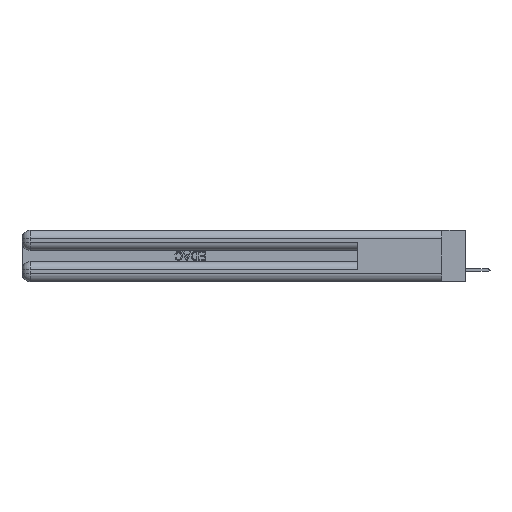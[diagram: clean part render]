
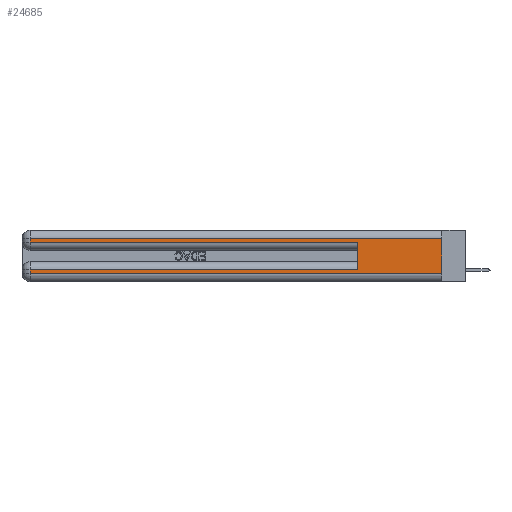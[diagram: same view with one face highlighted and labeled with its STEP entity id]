
A CAD part, left-side view. The second image highlights one B-rep face of the part: STEP entity #24685.
In plain terms, the highlighted planar face has unit normal (-1, 0, 0).
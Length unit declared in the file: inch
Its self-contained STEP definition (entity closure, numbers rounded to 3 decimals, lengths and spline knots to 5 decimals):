
#221 = DIRECTION ( 'NONE',  ( 1., 0., 0. ) ) ;
#846 = DIRECTION ( 'NONE',  ( 0., -1., 0. ) ) ;
#1901 = CARTESIAN_POINT ( 'NONE',  ( 0., 2.94, 0.085 ) ) ;
#2215 = LINE ( 'NONE', #30475, #17247 ) ;
#2262 = DIRECTION ( 'NONE',  ( 0., 0., -1. ) ) ;
#2844 = EDGE_LOOP ( 'NONE', ( #8378, #13907, #35568, #24747, #9749, #37344, #15943, #6605 ) ) ;
#3751 = DIRECTION ( 'NONE',  ( 0., 1., 0. ) ) ;
#4440 = VECTOR ( 'NONE', #5468, 39.37008 ) ;
#4840 = CARTESIAN_POINT ( 'NONE',  ( 0., 0.6, 0.085 ) ) ;
#4878 = VERTEX_POINT ( 'NONE', #4840 ) ;
#5468 = DIRECTION ( 'NONE',  ( 0., 1., 0. ) ) ;
#5600 = VERTEX_POINT ( 'NONE', #7732 ) ;
#6111 = AXIS2_PLACEMENT_3D ( 'NONE', #29200, #221, #35167 ) ;
#6605 = ORIENTED_EDGE ( 'NONE', *, *, #25775, .T. ) ;
#6628 = VERTEX_POINT ( 'NONE', #25400 ) ;
#7561 = LINE ( 'NONE', #9440, #28929 ) ;
#7732 = CARTESIAN_POINT ( 'NONE',  ( 0., 0.6, 0.285 ) ) ;
#7829 = CARTESIAN_POINT ( 'NONE',  ( 0., 0., 0.31 ) ) ;
#8278 = CARTESIAN_POINT ( 'NONE',  ( 0., 0., 0.085 ) ) ;
#8378 = ORIENTED_EDGE ( 'NONE', *, *, #23315, .F. ) ;
#9440 = CARTESIAN_POINT ( 'NONE',  ( 0., 0.6, 0.145 ) ) ;
#9749 = ORIENTED_EDGE ( 'NONE', *, *, #18571, .F. ) ;
#9785 = VERTEX_POINT ( 'NONE', #7829 ) ;
#10009 = VERTEX_POINT ( 'NONE', #30742 ) ;
#11595 = PLANE ( 'NONE',  #6111 ) ;
#11870 = VECTOR ( 'NONE', #19322, 39.37008 ) ;
#12316 = VECTOR ( 'NONE', #3751, 39.37008 ) ;
#13251 = LINE ( 'NONE', #16780, #22733 ) ;
#13352 = EDGE_CURVE ( 'NONE', #4878, #16744, #13565, .T. ) ;
#13565 = LINE ( 'NONE', #8278, #4440 ) ;
#13635 = DIRECTION ( 'NONE',  ( 0., -1., 0. ) ) ;
#13907 = ORIENTED_EDGE ( 'NONE', *, *, #35982, .T. ) ;
#14825 = CARTESIAN_POINT ( 'NONE',  ( 0., 0., 0.31 ) ) ;
#15555 = DIRECTION ( 'NONE',  ( 0., 0., 1. ) ) ;
#15943 = ORIENTED_EDGE ( 'NONE', *, *, #25533, .T. ) ;
#16744 = VERTEX_POINT ( 'NONE', #1901 ) ;
#16780 = CARTESIAN_POINT ( 'NONE',  ( 0., 0., 0.285 ) ) ;
#16784 = CARTESIAN_POINT ( 'NONE',  ( 0., 2.94, 0.37 ) ) ;
#17247 = VECTOR ( 'NONE', #27376, 39.37008 ) ;
#18215 = VECTOR ( 'NONE', #846, 39.37008 ) ;
#18571 = EDGE_CURVE ( 'NONE', #4878, #5600, #7561, .T. ) ;
#19322 = DIRECTION ( 'NONE',  ( 0., 0., -1. ) ) ;
#20436 = CARTESIAN_POINT ( 'NONE',  ( 0., 2.94, 0.31 ) ) ;
#21002 = FACE_OUTER_BOUND ( 'NONE', #2844, .T. ) ;
#22733 = VECTOR ( 'NONE', #13635, 39.37008 ) ;
#22851 = CARTESIAN_POINT ( 'NONE',  ( 0., 0., 0.37 ) ) ;
#23315 = EDGE_CURVE ( 'NONE', #9785, #36412, #29318, .T. ) ;
#24685 = ADVANCED_FACE ( 'NONE', ( #21002 ), #11595, .F. ) ;
#24747 = ORIENTED_EDGE ( 'NONE', *, *, #36671, .T. ) ;
#25400 = CARTESIAN_POINT ( 'NONE',  ( 0., 2.94, 0.285 ) ) ;
#25533 = EDGE_CURVE ( 'NONE', #16744, #10009, #30971, .T. ) ;
#25775 = EDGE_CURVE ( 'NONE', #10009, #36412, #33702, .T. ) ;
#26642 = EDGE_CURVE ( 'NONE', #33893, #6628, #2215, .T. ) ;
#27376 = DIRECTION ( 'NONE',  ( 0., 0., -1. ) ) ;
#28929 = VECTOR ( 'NONE', #15555, 39.37008 ) ;
#29200 = CARTESIAN_POINT ( 'NONE',  ( 0., 0., 0.37 ) ) ;
#29318 = LINE ( 'NONE', #22851, #35726 ) ;
#30122 = CARTESIAN_POINT ( 'NONE',  ( 0., 0., 0.06 ) ) ;
#30475 = CARTESIAN_POINT ( 'NONE',  ( 0., 2.94, 0.37 ) ) ;
#30742 = CARTESIAN_POINT ( 'NONE',  ( 0., 2.94, 0.06 ) ) ;
#30971 = LINE ( 'NONE', #16784, #11870 ) ;
#33034 = CARTESIAN_POINT ( 'NONE',  ( 0., 0., 0.06 ) ) ;
#33702 = LINE ( 'NONE', #33034, #18215 ) ;
#33893 = VERTEX_POINT ( 'NONE', #20436 ) ;
#35002 = LINE ( 'NONE', #14825, #12316 ) ;
#35167 = DIRECTION ( 'NONE',  ( 0., 0., -1. ) ) ;
#35568 = ORIENTED_EDGE ( 'NONE', *, *, #26642, .T. ) ;
#35726 = VECTOR ( 'NONE', #2262, 39.37008 ) ;
#35982 = EDGE_CURVE ( 'NONE', #9785, #33893, #35002, .T. ) ;
#36412 = VERTEX_POINT ( 'NONE', #30122 ) ;
#36671 = EDGE_CURVE ( 'NONE', #6628, #5600, #13251, .T. ) ;
#37344 = ORIENTED_EDGE ( 'NONE', *, *, #13352, .T. ) ;
